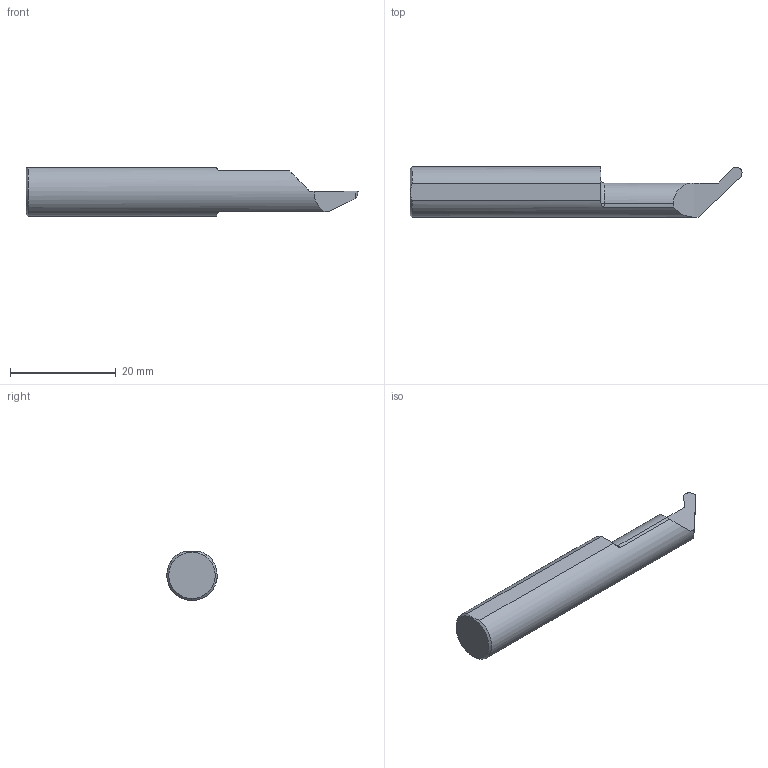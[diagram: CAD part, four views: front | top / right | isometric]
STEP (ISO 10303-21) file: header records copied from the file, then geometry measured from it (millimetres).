
FILE_DESCRIPTION (( 'STEP AP203' ), '1' );
FILE_NAME ('UP37093-16.STEP', '2025-06-18T18:18:22', ( '' ), ( '' ), 'SwSTEP 2.0', 'SolidWorks 2024', '' );
FILE_SCHEMA (( 'CONFIG_CONTROL_DESIGN' ));
Length unit declared in the file: inch
Products named in the file (1): UP37093-16
Bounding box: 62.7 x 9.52 x 9.24 mm (x, y, z)
Volume: 3281 mm3; surface area: 1682.6 mm2
Topology: 1 solids, 1 shells, 20 faces, 51 edges, 33 vertices
Faces by surface type: plane 8, cylinder 5, torus 3, cone 3, bspline 1
Entity records: 809 total; most frequent: CARTESIAN_POINT 282, ORIENTED_EDGE 102, DIRECTION 85, EDGE_CURVE 51, AXIS2_PLACEMENT_3D 34, VERTEX_POINT 33, FACE_OUTER_BOUND 20, EDGE_LOOP 20
